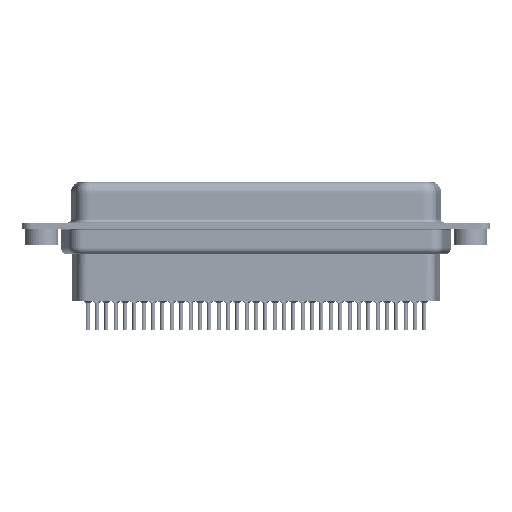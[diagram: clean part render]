
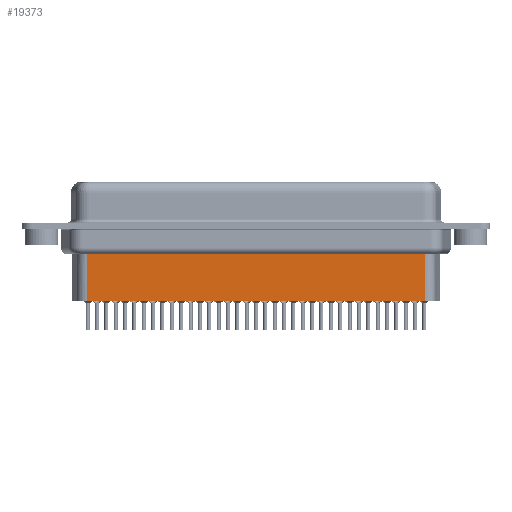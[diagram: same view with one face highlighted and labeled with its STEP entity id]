
A CAD part, front view. The second image highlights one B-rep face of the part: STEP entity #19373.
In plain terms, the highlighted planar face has unit normal (0, -1, 0).
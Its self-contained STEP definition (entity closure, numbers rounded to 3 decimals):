
#267 = VECTOR ( 'NONE', #10553, 1000. ) ;
#2988 = CARTESIAN_POINT ( 'NONE',  ( 6.459, -3.5, -4.097 ) ) ;
#4593 = LINE ( 'NONE', #12668, #27123 ) ;
#5729 = VERTEX_POINT ( 'NONE', #15653 ) ;
#5733 = VERTEX_POINT ( 'NONE', #23531 ) ;
#5761 = DIRECTION ( 'NONE',  ( 0., -1., 0. ) ) ;
#5786 = LINE ( 'NONE', #18166, #267 ) ;
#5912 = FACE_OUTER_BOUND ( 'NONE', #12992, .T. ) ;
#8535 = VERTEX_POINT ( 'NONE', #28618 ) ;
#9730 = ORIENTED_EDGE ( 'NONE', *, *, #10105, .F. ) ;
#10105 = EDGE_CURVE ( 'NONE', #8535, #5733, #5786, .T. ) ;
#10553 = DIRECTION ( 'NONE',  ( -1., 0., 0. ) ) ;
#10769 = ORIENTED_EDGE ( 'NONE', *, *, #13493, .T. ) ;
#11172 = PLANE ( 'NONE',  #29012 ) ;
#11836 = VECTOR ( 'NONE', #12900, 1000. ) ;
#12514 = DIRECTION ( 'NONE',  ( 0., 0., -1. ) ) ;
#12668 = CARTESIAN_POINT ( 'NONE',  ( 6.706, -3.5, -3.1 ) ) ;
#12900 = DIRECTION ( 'NONE',  ( -1., 0., 0. ) ) ;
#12992 = EDGE_LOOP ( 'NONE', ( #14058, #10769, #30015, #9730 ) ) ;
#13493 = EDGE_CURVE ( 'NONE', #18482, #5729, #22800, .T. ) ;
#14058 = ORIENTED_EDGE ( 'NONE', *, *, #28730, .F. ) ;
#14344 = CARTESIAN_POINT ( 'NONE',  ( 56.794, -3.5, -4.097 ) ) ;
#15653 = CARTESIAN_POINT ( 'NONE',  ( 6.706, -3.5, -4.097 ) ) ;
#16006 = CARTESIAN_POINT ( 'NONE',  ( 6.706, -3.5, -3.1 ) ) ;
#16059 = CARTESIAN_POINT ( 'NONE',  ( 56.794, -3.5, -3.1 ) ) ;
#18166 = CARTESIAN_POINT ( 'NONE',  ( 6.706, -3.5, -11.15 ) ) ;
#18482 = VERTEX_POINT ( 'NONE', #14344 ) ;
#19373 = ADVANCED_FACE ( 'NONE', ( #5912 ), #11172, .T. ) ;
#20652 = VECTOR ( 'NONE', #31580, 1000. ) ;
#22800 = LINE ( 'NONE', #2988, #11836 ) ;
#23531 = CARTESIAN_POINT ( 'NONE',  ( 6.706, -3.5, -11.15 ) ) ;
#25098 = EDGE_CURVE ( 'NONE', #5729, #5733, #4593, .T. ) ;
#27123 = VECTOR ( 'NONE', #12514, 1000. ) ;
#28618 = CARTESIAN_POINT ( 'NONE',  ( 56.794, -3.5, -11.15 ) ) ;
#28672 = DIRECTION ( 'NONE',  ( 1., 0., 0. ) ) ;
#28730 = EDGE_CURVE ( 'NONE', #18482, #8535, #31243, .T. ) ;
#29012 = AXIS2_PLACEMENT_3D ( 'NONE', #16006, #5761, #28672 ) ;
#30015 = ORIENTED_EDGE ( 'NONE', *, *, #25098, .T. ) ;
#31243 = LINE ( 'NONE', #16059, #20652 ) ;
#31580 = DIRECTION ( 'NONE',  ( 0., 0., -1. ) ) ;
